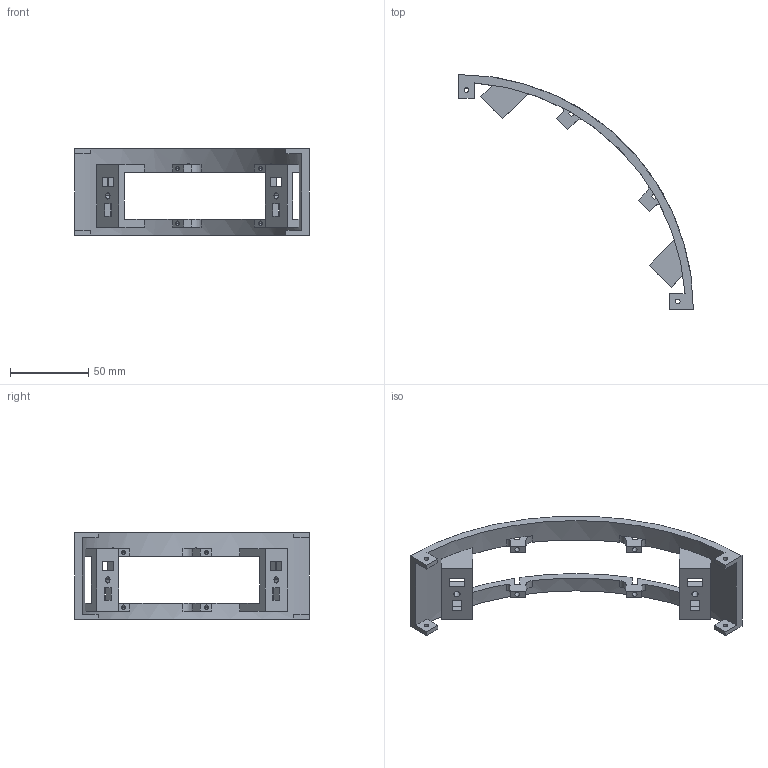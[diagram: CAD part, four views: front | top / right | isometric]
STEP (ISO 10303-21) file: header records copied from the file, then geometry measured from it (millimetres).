
FILE_DESCRIPTION (( 'STEP AP203' ), '1' );
FILE_NAME ('paroi_bumper.STEP', '2021-04-22T15:46:39', ( '' ), ( '' ), 'SwSTEP 2.0', 'SolidWorks 2019', '' );
FILE_SCHEMA (( 'CONFIG_CONTROL_DESIGN' ));
Length unit declared in the file: millimetre
Products named in the file (1): paroi_bumper
Bounding box: 150 x 150 x 55 mm (x, y, z)
Volume: 49963.8 mm3; surface area: 28445.8 mm2
Topology: 1 solids, 1 shells, 110 faces, 356 edges, 236 vertices
Faces by surface type: plane 68, cylinder 42
Entity records: 4309 total; most frequent: CARTESIAN_POINT 951, ORIENTED_EDGE 712, DIRECTION 666, EDGE_CURVE 356, LINE 236, VECTOR 236, VERTEX_POINT 236, AXIS2_PLACEMENT_3D 215
